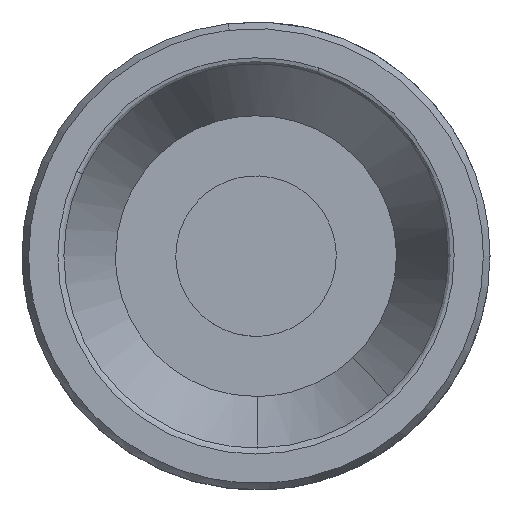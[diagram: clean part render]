
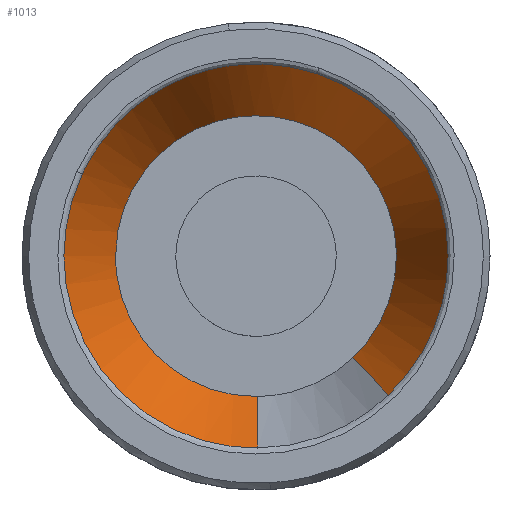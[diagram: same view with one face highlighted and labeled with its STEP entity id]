
A CAD part, top view. The second image highlights one B-rep face of the part: STEP entity #1013.
In plain terms, the highlighted free-form (B-spline) face has degree [2, 1] with [9, 2] control points.
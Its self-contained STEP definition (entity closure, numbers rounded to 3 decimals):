
#843=CARTESIAN_POINT('',(7.175,-7.534,10.295));
#844=CARTESIAN_POINT('',(10.442,-4.422,10.295));
#845=CARTESIAN_POINT('',(10.403,0.091,10.295));
#846=CARTESIAN_POINT('',(10.312,10.494,10.295));
#847=CARTESIAN_POINT('',(-0.091,10.403,10.295));
#848=CARTESIAN_POINT('',(-10.494,10.312,10.295));
#849=CARTESIAN_POINT('',(-10.403,-0.091,10.295));
#850=CARTESIAN_POINT('',(-10.312,-10.494,10.295));
#851=CARTESIAN_POINT('',(0.091,-10.403,10.295));
#852=CARTESIAN_POINT('',(9.975,-10.474,18.923));
#853=CARTESIAN_POINT('',(14.518,-6.147,18.923));
#854=CARTESIAN_POINT('',(14.463,0.126,18.923));
#855=CARTESIAN_POINT('',(14.337,14.59,18.923));
#856=CARTESIAN_POINT('',(-0.126,14.463,18.923));
#857=CARTESIAN_POINT('',(-14.59,14.337,18.923));
#858=CARTESIAN_POINT('',(-14.463,-0.126,18.923));
#859=CARTESIAN_POINT('',(-14.337,-14.59,18.923));
#860=CARTESIAN_POINT('',(0.126,-14.463,18.923));
#868=(BOUNDED_SURFACE()B_SPLINE_SURFACE(2,1,((#843,#852),(#844,#853),(#845,#854),(#846,#855),(#847,#856),(#848,#857),(#849,#858),(#850,#859),(#851,#860)),.UNSPECIFIED.,.F.,.F.,.U.)B_SPLINE_SURFACE_WITH_KNOTS((3,2,2,2,3),(2,2),(0.0,12.462,36.426,60.391,84.355),(0.0,9.536),.UNSPECIFIED.)GEOMETRIC_REPRESENTATION_ITEM()RATIONAL_B_SPLINE_SURFACE(((0.854,0.854),(0.848,0.848),(1.0,1.0),(0.707,0.707),(1.0,1.0),(0.707,0.707),(1.0,1.0),(0.707,0.707),(1.0,1.0)))REPRESENTATION_ITEM('')SURFACE());
#869=CARTESIAN_POINT('',(10.5,0.0,10.5));
#870=VERTEX_POINT('',#869);
#871=CARTESIAN_POINT('',(7.241,-7.604,10.5));
#872=VERTEX_POINT('',#871);
#873=CARTESIAN_POINT('',(10.5,0.0,10.5));
#874=CARTESIAN_POINT('',(10.5,-4.5,10.5));
#875=CARTESIAN_POINT('',(7.241,-7.604,10.5));
#883=(BOUNDED_CURVE()B_SPLINE_CURVE(2,(#873,#874,#875),.UNSPECIFIED.,.F.,.U.)B_SPLINE_CURVE_WITH_KNOTS((3,3),(0.5,0.629),.UNSPECIFIED.)CURVE()GEOMETRIC_REPRESENTATION_ITEM()RATIONAL_B_SPLINE_CURVE((1.0,0.849,0.854))REPRESENTATION_ITEM(''));
#884=EDGE_CURVE('',#870,#872,#883,.T.);
#885=ORIENTED_EDGE('',*,*,#884,.T.);
#886=CARTESIAN_POINT('',(9.907,-10.402,18.713));
#887=VERTEX_POINT('',#886);
#888=CARTESIAN_POINT('',(7.241,-7.604,10.5));
#889=CARTESIAN_POINT('',(9.907,-10.402,18.713));
#890=QUASI_UNIFORM_CURVE('',1,(#888,#889),.UNSPECIFIED.,.F.,.U.);
#891=EDGE_CURVE('',#872,#887,#890,.T.);
#892=ORIENTED_EDGE('',*,*,#891,.T.);
#893=CARTESIAN_POINT('',(14.365,0.0,18.713));
#894=VERTEX_POINT('',#893);
#895=CARTESIAN_POINT('',(9.907,-10.402,18.713));
#896=CARTESIAN_POINT('',(14.365,-6.157,18.713));
#897=CARTESIAN_POINT('',(14.365,0.0,18.713));
#905=(BOUNDED_CURVE()B_SPLINE_CURVE(2,(#895,#896,#897),.UNSPECIFIED.,.F.,.U.)B_SPLINE_CURVE_WITH_KNOTS((3,3),(0.371,0.5),.UNSPECIFIED.)CURVE()GEOMETRIC_REPRESENTATION_ITEM()RATIONAL_B_SPLINE_CURVE((0.854,0.849,1.0))REPRESENTATION_ITEM(''));
#906=EDGE_CURVE('',#887,#894,#905,.T.);
#907=ORIENTED_EDGE('',*,*,#906,.T.);
#908=CARTESIAN_POINT('',(4.575,13.617,18.713));
#909=VERTEX_POINT('',#908);
#910=CARTESIAN_POINT('',(14.365,0.0,18.713));
#911=CARTESIAN_POINT('',(14.365,10.328,18.713));
#912=CARTESIAN_POINT('',(4.575,13.617,18.713));
#920=(BOUNDED_CURVE()B_SPLINE_CURVE(2,(#910,#911,#912),.UNSPECIFIED.,.F.,.U.)B_SPLINE_CURVE_WITH_KNOTS((3,3),(0.5,0.696),.UNSPECIFIED.)CURVE()GEOMETRIC_REPRESENTATION_ITEM()RATIONAL_B_SPLINE_CURVE((1.0,0.771,0.901))REPRESENTATION_ITEM(''));
#921=EDGE_CURVE('',#894,#909,#920,.T.);
#922=ORIENTED_EDGE('',*,*,#921,.T.);
#923=CARTESIAN_POINT('',(-12.998,6.116,18.713));
#924=VERTEX_POINT('',#923);
#925=CARTESIAN_POINT('',(4.575,13.617,18.713));
#926=CARTESIAN_POINT('',(2.348,14.365,18.713));
#927=CARTESIAN_POINT('',(0.0,14.365,18.713));
#928=CARTESIAN_POINT('',(-9.116,14.365,18.713));
#929=CARTESIAN_POINT('',(-12.998,6.116,18.713));
#937=(BOUNDED_CURVE()B_SPLINE_CURVE(2,(#925,#926,#927,#928,#929),.UNSPECIFIED.,.F.,.U.)B_SPLINE_CURVE_WITH_KNOTS((3,2,3),(0.696,0.75,0.928),.UNSPECIFIED.)CURVE()GEOMETRIC_REPRESENTATION_ITEM()RATIONAL_B_SPLINE_CURVE((0.901,0.937,1.0,0.792,0.88))REPRESENTATION_ITEM(''));
#938=EDGE_CURVE('',#909,#924,#937,.T.);
#939=ORIENTED_EDGE('',*,*,#938,.T.);
#940=CARTESIAN_POINT('',(-14.365,0.0,18.713));
#941=VERTEX_POINT('',#940);
#942=CARTESIAN_POINT('',(-12.998,6.116,18.713));
#943=CARTESIAN_POINT('',(-14.365,3.211,18.713));
#944=CARTESIAN_POINT('',(-14.365,0.0,18.713));
#952=(BOUNDED_CURVE()B_SPLINE_CURVE(2,(#942,#943,#944),.UNSPECIFIED.,.F.,.U.)B_SPLINE_CURVE_WITH_KNOTS((3,3),(0.928,1.0),.UNSPECIFIED.)CURVE()GEOMETRIC_REPRESENTATION_ITEM()RATIONAL_B_SPLINE_CURVE((0.88,0.915,1.0))REPRESENTATION_ITEM(''));
#953=EDGE_CURVE('',#924,#941,#952,.T.);
#954=ORIENTED_EDGE('',*,*,#953,.T.);
#955=CARTESIAN_POINT('',(0.125,-14.364,18.713));
#956=VERTEX_POINT('',#955);
#957=CARTESIAN_POINT('',(-14.365,0.0,18.713));
#958=CARTESIAN_POINT('',(-14.365,-14.365,18.713));
#959=CARTESIAN_POINT('',(0.0,-14.365,18.713));
#960=CARTESIAN_POINT('',(0.063,-14.365,18.713));
#961=CARTESIAN_POINT('',(0.125,-14.364,18.713));
#969=(BOUNDED_CURVE()B_SPLINE_CURVE(2,(#957,#958,#959,#960,#961),.UNSPECIFIED.,.F.,.U.)B_SPLINE_CURVE_WITH_KNOTS((3,2,3),(0.0,0.25,0.252),.UNSPECIFIED.)CURVE()GEOMETRIC_REPRESENTATION_ITEM()RATIONAL_B_SPLINE_CURVE((1.0,0.707,1.0,0.998,0.996))REPRESENTATION_ITEM(''));
#970=EDGE_CURVE('',#941,#956,#969,.T.);
#971=ORIENTED_EDGE('',*,*,#970,.T.);
#972=CARTESIAN_POINT('',(0.092,-10.5,10.5));
#973=VERTEX_POINT('',#972);
#974=CARTESIAN_POINT('',(0.092,-10.5,10.5));
#975=CARTESIAN_POINT('',(0.125,-14.364,18.713));
#976=QUASI_UNIFORM_CURVE('',1,(#974,#975),.UNSPECIFIED.,.F.,.U.);
#977=EDGE_CURVE('',#973,#956,#976,.T.);
#978=ORIENTED_EDGE('',*,*,#977,.F.);
#979=CARTESIAN_POINT('',(-10.5,0.0,10.5));
#980=VERTEX_POINT('',#979);
#981=CARTESIAN_POINT('',(0.092,-10.5,10.5));
#982=CARTESIAN_POINT('',(0.046,-10.5,10.5));
#983=CARTESIAN_POINT('',(0.,-10.5,10.5));
#984=CARTESIAN_POINT('',(-10.5,-10.5,10.5));
#985=CARTESIAN_POINT('',(-10.5,0.0,10.5));
#993=(BOUNDED_CURVE()B_SPLINE_CURVE(2,(#981,#982,#983,#984,#985),.UNSPECIFIED.,.F.,.U.)B_SPLINE_CURVE_WITH_KNOTS((3,2,3),(0.748,0.75,1.0),.UNSPECIFIED.)CURVE()GEOMETRIC_REPRESENTATION_ITEM()RATIONAL_B_SPLINE_CURVE((0.996,0.998,1.0,0.707,1.0))REPRESENTATION_ITEM(''));
#994=EDGE_CURVE('',#973,#980,#993,.T.);
#995=ORIENTED_EDGE('',*,*,#994,.T.);
#996=CARTESIAN_POINT('',(-10.5,0.0,10.5));
#997=CARTESIAN_POINT('',(-10.5,10.5,10.5));
#998=CARTESIAN_POINT('',(0.0,10.5,10.5));
#999=CARTESIAN_POINT('',(10.5,10.5,10.5));
#1000=CARTESIAN_POINT('',(10.5,0.0,10.5));
#1008=(BOUNDED_CURVE()B_SPLINE_CURVE(2,(#996,#997,#998,#999,#1000),.UNSPECIFIED.,.F.,.U.)B_SPLINE_CURVE_WITH_KNOTS((3,2,3),(0.0,0.25,0.5),.UNSPECIFIED.)CURVE()GEOMETRIC_REPRESENTATION_ITEM()RATIONAL_B_SPLINE_CURVE((1.0,0.707,1.0,0.707,1.0))REPRESENTATION_ITEM(''));
#1009=EDGE_CURVE('',#980,#870,#1008,.T.);
#1010=ORIENTED_EDGE('',*,*,#1009,.T.);
#1011=EDGE_LOOP('',(#885,#892,#907,#922,#939,#954,#971,#978,#995,#1010));
#1012=FACE_OUTER_BOUND('',#1011,.T.);
#1013=ADVANCED_FACE('',(#1012),#868,.F.);
